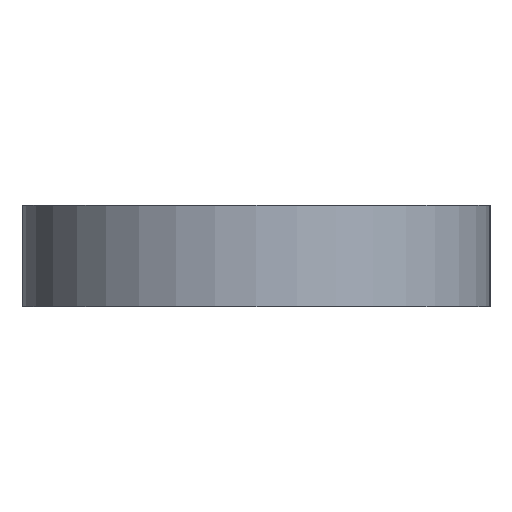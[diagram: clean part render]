
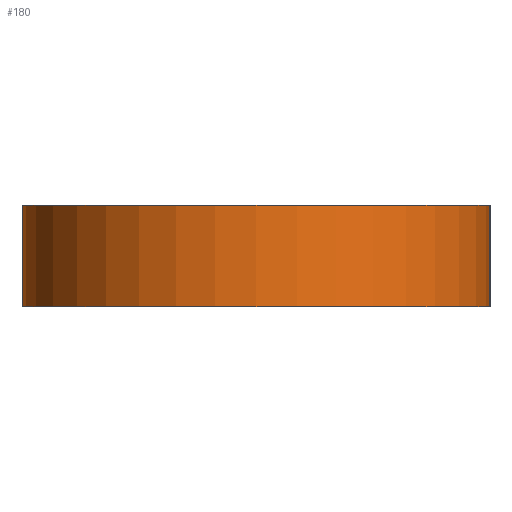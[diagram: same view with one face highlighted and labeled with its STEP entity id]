
A CAD part, left-side view. The second image highlights one B-rep face of the part: STEP entity #180.
In plain terms, the highlighted cylindrical face has radius 34.587 mm (diameter 69.174 mm), a partial arc.
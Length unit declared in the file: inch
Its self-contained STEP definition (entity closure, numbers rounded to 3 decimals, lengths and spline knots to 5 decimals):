
#26=FACE_OUTER_BOUND('',#36,.T.);
#36=EDGE_LOOP('',(#131,#132,#133,#134));
#49=LINE('',#278,#65);
#50=LINE('',#281,#66);
#65=VECTOR('',#223,0.59055);
#66=VECTOR('',#226,0.59055);
#81=CIRCLE('',#195,1.3617);
#82=CIRCLE('',#196,1.3617);
#91=VERTEX_POINT('',#274);
#92=VERTEX_POINT('',#275);
#93=VERTEX_POINT('',#277);
#94=VERTEX_POINT('',#279);
#107=EDGE_CURVE('',#91,#92,#81,.T.);
#108=EDGE_CURVE('',#91,#93,#49,.T.);
#109=EDGE_CURVE('',#93,#94,#82,.T.);
#110=EDGE_CURVE('',#92,#94,#50,.T.);
#131=ORIENTED_EDGE('',*,*,#107,.F.);
#132=ORIENTED_EDGE('',*,*,#108,.T.);
#133=ORIENTED_EDGE('',*,*,#109,.T.);
#134=ORIENTED_EDGE('',*,*,#110,.F.);
#176=CYLINDRICAL_SURFACE('',#194,1.3617);
#180=ADVANCED_FACE('',(#26),#176,.T.);
#194=AXIS2_PLACEMENT_3D('',#273,#219,#220);
#195=AXIS2_PLACEMENT_3D('',#276,#221,#222);
#196=AXIS2_PLACEMENT_3D('',#280,#224,#225);
#219=DIRECTION('center_axis',(0.,0.,-1.));
#220=DIRECTION('ref_axis',(-1.,0.,0.));
#221=DIRECTION('center_axis',(0.,0.,1.));
#222=DIRECTION('ref_axis',(1.,0.,0.));
#223=DIRECTION('',(0.,0.,-1.));
#224=DIRECTION('center_axis',(0.,0.,1.));
#225=DIRECTION('ref_axis',(1.,0.,0.));
#226=DIRECTION('',(0.,0.,-1.));
#273=CARTESIAN_POINT('Origin',(0.,0.,0.59055));
#274=CARTESIAN_POINT('',(0.,1.3617,0.59055));
#275=CARTESIAN_POINT('',(0.,-1.3617,0.59055));
#276=CARTESIAN_POINT('Origin',(0.,0.,0.59055));
#277=CARTESIAN_POINT('',(0.,1.3617,0.));
#278=CARTESIAN_POINT('',(0.,1.3617,0.59055));
#279=CARTESIAN_POINT('',(0.,-1.3617,0.));
#280=CARTESIAN_POINT('Origin',(0.,0.,0.));
#281=CARTESIAN_POINT('',(0.,-1.3617,0.59055));
